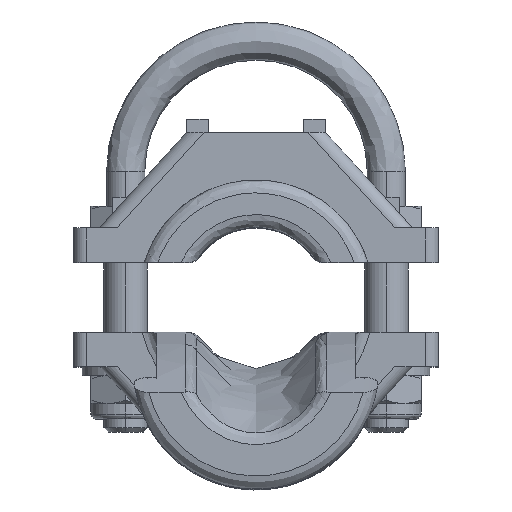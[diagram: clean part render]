
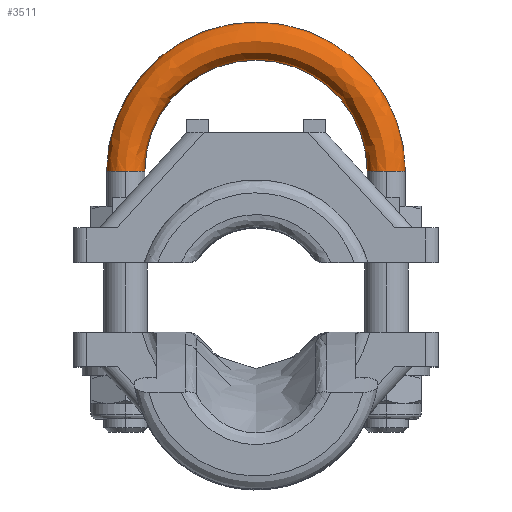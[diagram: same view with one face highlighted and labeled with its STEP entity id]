
A CAD part, top view. The second image highlights one B-rep face of the part: STEP entity #3511.
In plain terms, the highlighted free-form (B-spline) face has degree [3, 3] with [4, 4] control points.
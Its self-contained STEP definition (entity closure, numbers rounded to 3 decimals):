
#335 = CIRCLE ( 'NONE', #17267, 17.2 ) ;
#522 = ORIENTED_EDGE ( 'NONE', *, *, #17399, .T. ) ;
#672 = CARTESIAN_POINT ( 'NONE',  ( -14.512, -2.143, 0. ) ) ;
#1037 = CARTESIAN_POINT ( 'NONE',  ( 17.688, -2.143, 0. ) ) ;
#1232 = CARTESIAN_POINT ( 'NONE',  ( 0.488, -2.143, 0. ) ) ;
#1253 = CARTESIAN_POINT ( 'NONE',  ( 13.288, -2.143, 0. ) ) ;
#2129 = CARTESIAN_POINT ( 'NONE',  ( 15.488, -2.143, 0. ) ) ;
#2180 = ORIENTED_EDGE ( 'NONE', *, *, #13415, .F. ) ;
#2348 = CIRCLE ( 'NONE', #14376, 12.8 ) ;
#2486 = DIRECTION ( 'NONE',  ( -1., 0., 0. ) ) ;
#2505 = CARTESIAN_POINT ( 'NONE',  ( 17.688, 32.257, 4.4 ) ) ;
#2831 = CARTESIAN_POINT ( 'NONE',  ( -16.712, 32.257, 0. ) ) ;
#2861 = ORIENTED_EDGE ( 'NONE', *, *, #3268, .F. ) ;
#3268 = EDGE_CURVE ( 'NONE', #13387, #7054, #11843, .T. ) ;
#3511 = ADVANCED_FACE ( 'NONE', ( #18431 ), #15956, .T. ) ;
#3536 = CARTESIAN_POINT ( 'NONE',  ( -16.712, -2.143, 0. ) ) ;
#3985 = VERTEX_POINT ( 'NONE', #9156 ) ;
#4273 = CARTESIAN_POINT ( 'NONE',  ( 15.488, -2.143, 2.2 ) ) ;
#4373 = DIRECTION ( 'NONE',  ( 0., 0., 1. ) ) ;
#4931 = ORIENTED_EDGE ( 'NONE', *, *, #6873, .F. ) ;
#5053 = CIRCLE ( 'NONE', #6357, 2.2 ) ;
#5515 = CARTESIAN_POINT ( 'NONE',  ( -16.712, -2.143, 4.4 ) ) ;
#5841 = DIRECTION ( 'NONE',  ( -1., 0., 0. ) ) ;
#6357 = AXIS2_PLACEMENT_3D ( 'NONE', #672, #12981, #16163 ) ;
#6376 = DIRECTION ( 'NONE',  ( 0., 0., -1. ) ) ;
#6397 = DIRECTION ( 'NONE',  ( 0., -1., 0. ) ) ;
#6873 = EDGE_CURVE ( 'NONE', #10876, #14526, #13316, .T. ) ;
#7054 = VERTEX_POINT ( 'NONE', #3536 ) ;
#7217 = CARTESIAN_POINT ( 'NONE',  ( 13.288, 23.457, 0. ) ) ;
#7289 = CARTESIAN_POINT ( 'NONE',  ( -16.712, -2.143, 0. ) ) ;
#7766 = AXIS2_PLACEMENT_3D ( 'NONE', #14925, #18032, #19344 ) ;
#7787 = EDGE_CURVE ( 'NONE', #3985, #16823, #2348, .T. ) ;
#8719 = CARTESIAN_POINT ( 'NONE',  ( 13.288, 23.457, 4.4 ) ) ;
#9156 = CARTESIAN_POINT ( 'NONE',  ( 13.288, -2.143, 0. ) ) ;
#9191 = DIRECTION ( 'NONE',  ( 0., -1., 0. ) ) ;
#10155 = AXIS2_PLACEMENT_3D ( 'NONE', #2129, #6397, #13972 ) ;
#10876 = VERTEX_POINT ( 'NONE', #18440 ) ;
#11629 = CARTESIAN_POINT ( 'NONE',  ( 17.688, -2.143, 4.4 ) ) ;
#11843 = CIRCLE ( 'NONE', #7766, 2.2 ) ;
#12937 = EDGE_LOOP ( 'NONE', ( #19374, #15671, #4931, #522, #2861, #2180 ) ) ;
#12981 = DIRECTION ( 'NONE',  ( 0., -1., 0. ) ) ;
#13094 = CARTESIAN_POINT ( 'NONE',  ( -12.312, 23.457, 4.4 ) ) ;
#13217 = DIRECTION ( 'NONE',  ( 0., 0., 1. ) ) ;
#13316 = CIRCLE ( 'NONE', #13378, 2.2 ) ;
#13378 = AXIS2_PLACEMENT_3D ( 'NONE', #15372, #9191, #6376 ) ;
#13387 = VERTEX_POINT ( 'NONE', #14165 ) ;
#13415 = EDGE_CURVE ( 'NONE', #16823, #13387, #5053, .T. ) ;
#13972 = DIRECTION ( 'NONE',  ( 0., 0., -1. ) ) ;
#14132 = CIRCLE ( 'NONE', #10155, 2.2 ) ;
#14165 = CARTESIAN_POINT ( 'NONE',  ( -14.512, -2.143, 2.2 ) ) ;
#14376 = AXIS2_PLACEMENT_3D ( 'NONE', #1232, #13217, #2486 ) ;
#14526 = VERTEX_POINT ( 'NONE', #4273 ) ;
#14594 = CARTESIAN_POINT ( 'NONE',  ( 13.288, -2.143, 4.4 ) ) ;
#14900 = CARTESIAN_POINT ( 'NONE',  ( 0.488, -2.143, 0. ) ) ;
#14925 = CARTESIAN_POINT ( 'NONE',  ( -14.512, -2.143, 0. ) ) ;
#15372 = CARTESIAN_POINT ( 'NONE',  ( 15.488, -2.143, 0. ) ) ;
#15671 = ORIENTED_EDGE ( 'NONE', *, *, #17611, .F. ) ;
#15956 =( BOUNDED_SURFACE ( )  B_SPLINE_SURFACE ( 3, 3, ( 
 ( #1253, #7217, #19012, #17684 ),
 ( #14594, #8719, #13094, #19207 ),
 ( #11629, #2505, #17471, #5515 ),
 ( #1037, #16016, #2831, #7289 ) ),
 .UNSPECIFIED., .F., .F., .F. ) 
 B_SPLINE_SURFACE_WITH_KNOTS ( ( 4, 4 ),
 ( 4, 4 ),
 ( 0., 1. ),
 ( 0., 1. ),
 .UNSPECIFIED. ) 
 GEOMETRIC_REPRESENTATION_ITEM ( )  RATIONAL_B_SPLINE_SURFACE ( (
 ( 1., 0.333, 0.333, 1.),
 ( 0.333, 0.111, 0.111, 0.333),
 ( 0.333, 0.111, 0.111, 0.333),
 ( 1., 0.333, 0.333, 1.) ) ) 
 REPRESENTATION_ITEM ( '' )  SURFACE ( )  );
#15963 = CARTESIAN_POINT ( 'NONE',  ( -12.312, -2.143, 0. ) ) ;
#16016 = CARTESIAN_POINT ( 'NONE',  ( 17.688, 32.257, 0. ) ) ;
#16163 = DIRECTION ( 'NONE',  ( 0., 0., -1. ) ) ;
#16823 = VERTEX_POINT ( 'NONE', #15963 ) ;
#17267 = AXIS2_PLACEMENT_3D ( 'NONE', #14900, #4373, #5841 ) ;
#17399 = EDGE_CURVE ( 'NONE', #10876, #7054, #335, .T. ) ;
#17471 = CARTESIAN_POINT ( 'NONE',  ( -16.712, 32.257, 4.4 ) ) ;
#17611 = EDGE_CURVE ( 'NONE', #14526, #3985, #14132, .T. ) ;
#17684 = CARTESIAN_POINT ( 'NONE',  ( -12.312, -2.143, 0. ) ) ;
#18032 = DIRECTION ( 'NONE',  ( 0., -1., 0. ) ) ;
#18431 = FACE_OUTER_BOUND ( 'NONE', #12937, .T. ) ;
#18440 = CARTESIAN_POINT ( 'NONE',  ( 17.688, -2.143, 0. ) ) ;
#19012 = CARTESIAN_POINT ( 'NONE',  ( -12.312, 23.457, 0. ) ) ;
#19207 = CARTESIAN_POINT ( 'NONE',  ( -12.312, -2.143, 4.4 ) ) ;
#19344 = DIRECTION ( 'NONE',  ( 0., 0., -1. ) ) ;
#19374 = ORIENTED_EDGE ( 'NONE', *, *, #7787, .F. ) ;
